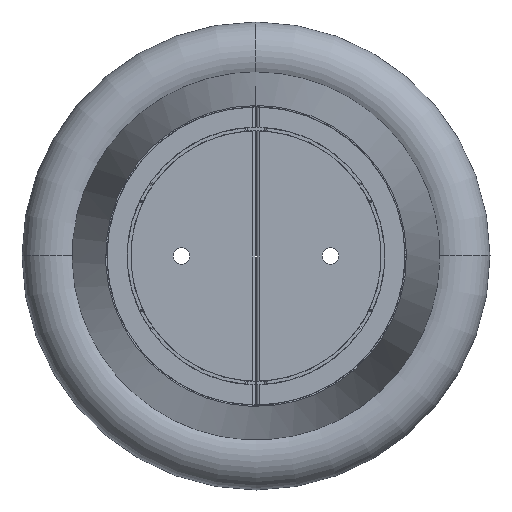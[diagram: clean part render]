
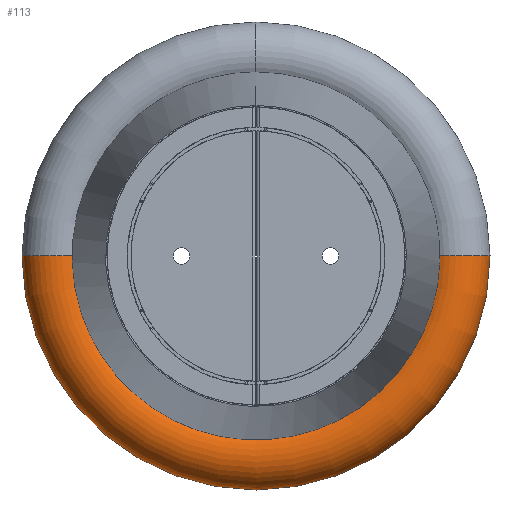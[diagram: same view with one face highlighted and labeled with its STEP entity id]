
A CAD part, front view. The second image highlights one B-rep face of the part: STEP entity #113.
In plain terms, the highlighted toroidal (fillet/blend) face has major radius 299.2 mm and minor radius 50.8 mm.
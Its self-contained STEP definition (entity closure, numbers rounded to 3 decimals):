
#113 = ADVANCED_FACE ( 'NONE', ( #4279 ), #3529, .T. ) ;
#134 = DIRECTION ( 'NONE',  ( -1., 0., 0. ) ) ;
#142 = AXIS2_PLACEMENT_3D ( 'NONE', #4050, #3032, #1792 ) ;
#212 = CIRCLE ( 'NONE', #1344, 350. ) ;
#385 = CIRCLE ( 'NONE', #142, 248.4 ) ;
#403 = DIRECTION ( 'NONE',  ( 0., 0., -1. ) ) ;
#418 = EDGE_CURVE ( 'NONE', #2254, #2052, #385, .T. ) ;
#450 = CARTESIAN_POINT ( 'NONE',  ( 0., 0., 0. ) ) ;
#508 = EDGE_CURVE ( 'NONE', #2254, #4404, #3078, .T. ) ;
#876 = CARTESIAN_POINT ( 'NONE',  ( 0., 0., -350. ) ) ;
#966 = DIRECTION ( 'NONE',  ( 0., 0., 1. ) ) ;
#1344 = AXIS2_PLACEMENT_3D ( 'NONE', #2720, #4631, #134 ) ;
#1423 = AXIS2_PLACEMENT_3D ( 'NONE', #4104, #4848, #403 ) ;
#1630 = EDGE_LOOP ( 'NONE', ( #3799, #4077, #2294, #3910 ) ) ;
#1670 = AXIS2_PLACEMENT_3D ( 'NONE', #2864, #3918, #966 ) ;
#1792 = DIRECTION ( 'NONE',  ( -1., 0., 0. ) ) ;
#2052 = VERTEX_POINT ( 'NONE', #2709 ) ;
#2254 = VERTEX_POINT ( 'NONE', #4047 ) ;
#2294 = ORIENTED_EDGE ( 'NONE', *, *, #418, .T. ) ;
#2671 = CARTESIAN_POINT ( 'NONE',  ( 0., 0., 350. ) ) ;
#2709 = CARTESIAN_POINT ( 'NONE',  ( 0., 0., 248.4 ) ) ;
#2720 = CARTESIAN_POINT ( 'NONE',  ( 0., 0., 0. ) ) ;
#2728 = DIRECTION ( 'NONE',  ( 0., 0., 1. ) ) ;
#2864 = CARTESIAN_POINT ( 'NONE',  ( 0., 0., 299.2 ) ) ;
#3002 = CIRCLE ( 'NONE', #1670, 50.8 ) ;
#3032 = DIRECTION ( 'NONE',  ( 0., 1., 0. ) ) ;
#3078 = CIRCLE ( 'NONE', #1423, 50.8 ) ;
#3309 = AXIS2_PLACEMENT_3D ( 'NONE', #450, #3833, #2728 ) ;
#3529 = TOROIDAL_SURFACE ( 'NONE', #3309, 299.2, 50.8 ) ;
#3671 = EDGE_CURVE ( 'NONE', #2052, #3748, #3002, .T. ) ;
#3748 = VERTEX_POINT ( 'NONE', #2671 ) ;
#3799 = ORIENTED_EDGE ( 'NONE', *, *, #3893, .F. ) ;
#3833 = DIRECTION ( 'NONE',  ( 0., 1., 0. ) ) ;
#3893 = EDGE_CURVE ( 'NONE', #4404, #3748, #212, .T. ) ;
#3910 = ORIENTED_EDGE ( 'NONE', *, *, #3671, .T. ) ;
#3918 = DIRECTION ( 'NONE',  ( -1., 0., 0. ) ) ;
#4047 = CARTESIAN_POINT ( 'NONE',  ( 0., 0., -248.4 ) ) ;
#4050 = CARTESIAN_POINT ( 'NONE',  ( 0., 0., 0. ) ) ;
#4077 = ORIENTED_EDGE ( 'NONE', *, *, #508, .F. ) ;
#4104 = CARTESIAN_POINT ( 'NONE',  ( 0., 0., -299.2 ) ) ;
#4279 = FACE_OUTER_BOUND ( 'NONE', #1630, .T. ) ;
#4404 = VERTEX_POINT ( 'NONE', #876 ) ;
#4631 = DIRECTION ( 'NONE',  ( 0., 1., 0. ) ) ;
#4848 = DIRECTION ( 'NONE',  ( 1., 0., 0. ) ) ;
